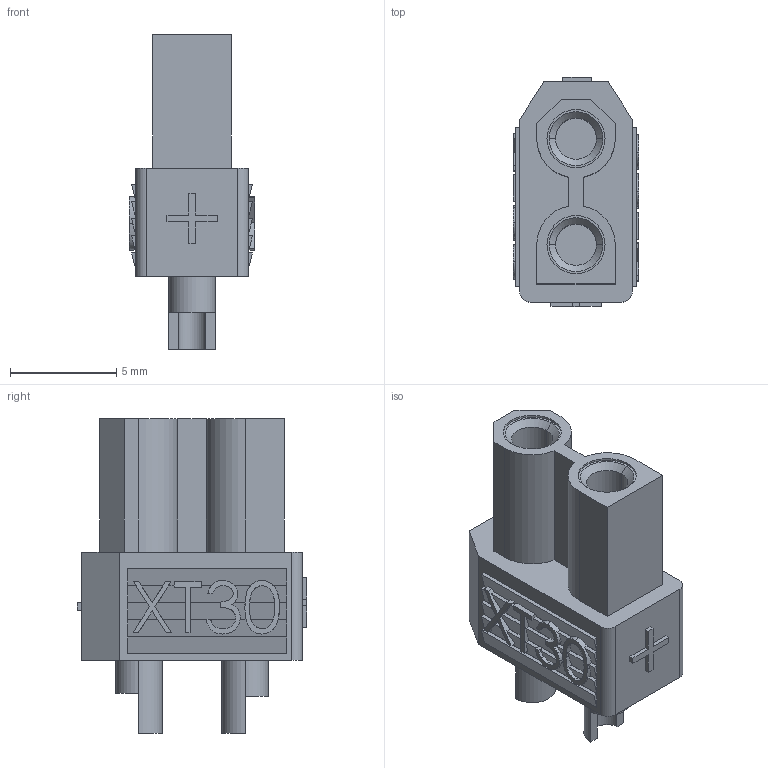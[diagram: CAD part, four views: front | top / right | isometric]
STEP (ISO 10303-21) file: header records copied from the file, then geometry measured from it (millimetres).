
FILE_DESCRIPTION (( 'STEP AP214' ), '1' );
FILE_NAME ('XT30-F_m.ver.STEP', '2025-01-14T11:18:07', ( '' ), ( '' ), 'SwSTEP 2.0', 'SolidWorks 2023', '' );
FILE_SCHEMA (( 'AUTOMOTIVE_DESIGN' ));
Length unit declared in the file: millimetre
Products named in the file (1): XT30-F_m.ver
Bounding box: 5.9 x 10.8 x 14.85 mm (x, y, z)
Volume: 397.6 mm3; surface area: 929.7 mm2
Topology: 5 solids, 5 shells, 330 faces, 914 edges, 602 vertices
Faces by surface type: plane 250, bspline 46, cylinder 26, cone 8
Entity records: 16531 total; most frequent: CARTESIAN_POINT 4817, ORIENTED_EDGE 1820, DIRECTION 1376, EDGE_CURVE 910, VECTOR 694, LINE 694, VERTEX_POINT 602, EDGE_LOOP 346
